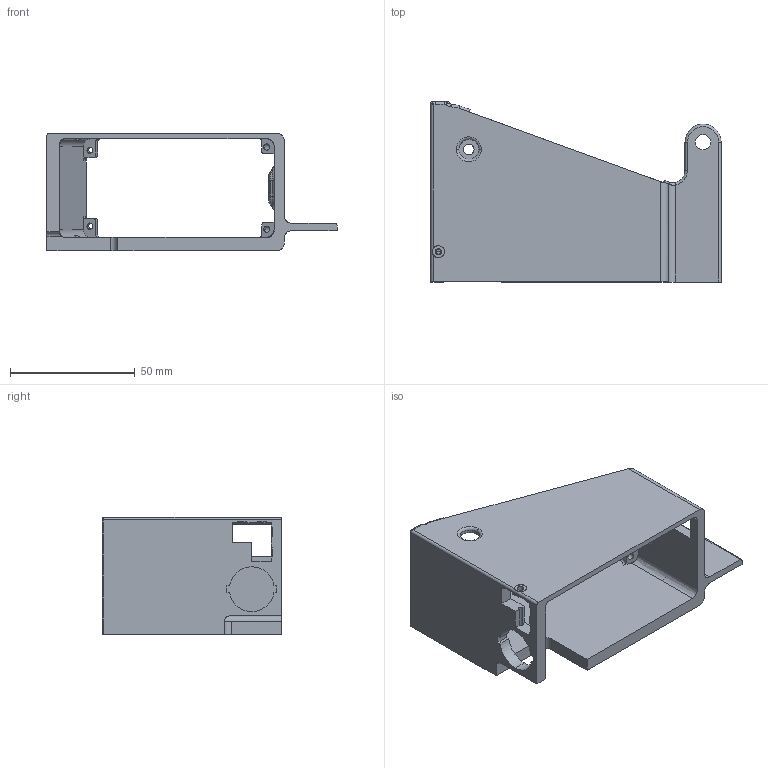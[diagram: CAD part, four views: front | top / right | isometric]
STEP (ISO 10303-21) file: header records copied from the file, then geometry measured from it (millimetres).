
FILE_DESCRIPTION (( 'STEP AP214' ), '1' );
FILE_NAME ('Encolsure_JBC-AD-SF_SEPARATED_TOP_bottom.STEP', '2024-11-03T20:36:05', ( '' ), ( '' ), 'SwSTEP 2.0', 'SolidWorks 2020', '' );
FILE_SCHEMA (( 'AUTOMOTIVE_DESIGN' ));
Length unit declared in the file: millimetre
Products named in the file (1): Encolsure_JBC-AD-SF_SEPARATED_TOP_bottom
Bounding box: 116.45 x 72.2 x 47.1 mm (x, y, z)
Volume: 60899.3 mm3; surface area: 35964.3 mm2
Topology: 1 solids, 1 shells, 388 faces, 998 edges, 600 vertices
Faces by surface type: cylinder 121, plane 102, torus 79, bspline 45, cone 40, sphere 1
Entity records: 13974 total; most frequent: CARTESIAN_POINT 4667, DIRECTION 1986, ORIENTED_EDGE 1968, EDGE_CURVE 984, AXIS2_PLACEMENT_3D 785, VERTEX_POINT 600, CIRCLE 441, EDGE_LOOP 418
